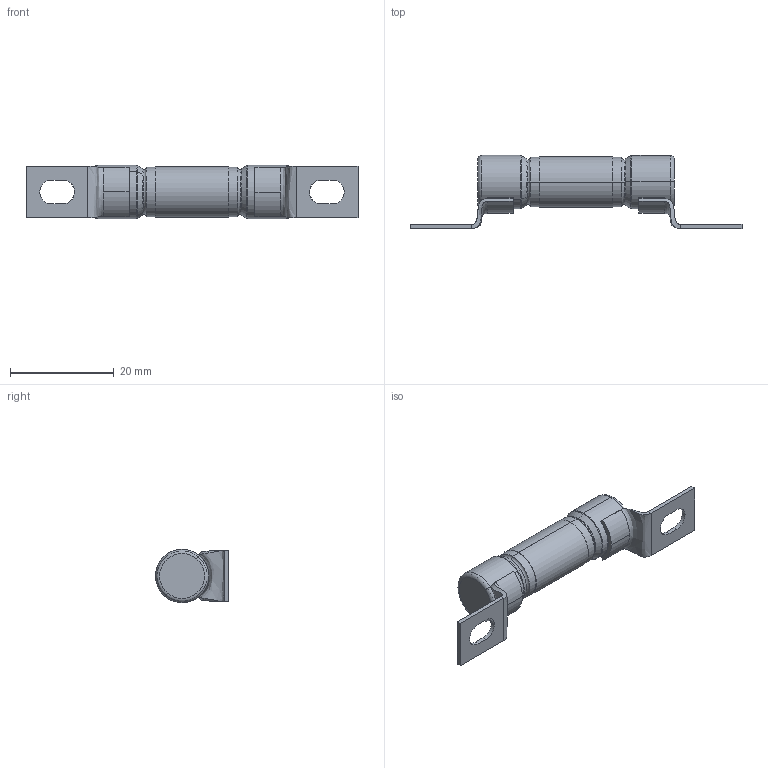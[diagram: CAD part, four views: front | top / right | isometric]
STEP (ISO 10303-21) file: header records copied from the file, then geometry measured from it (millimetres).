
FILE_DESCRIPTION (( 'STEP AP214' ), '1' );
FILE_NAME ('OUT-1201790.STEP', '2023-04-13T17:00:59', ( '' ), ( '' ), 'SwSTEP 2.0', 'SolidWorks 2021', '' );
FILE_SCHEMA (( 'AUTOMOTIVE_DESIGN' ));
Length unit declared in the file: inch
Products named in the file (8): 330416_-001; 280642 SOLDER FOR 241717^OUT-1201790; 330661; 240717_-004; 263956 LABEL FOR 241717^OUT-1201790; OUT-1201790; 102218_.335 DIA.; 130116_-001
Assembly tree (10 placements, depth 3):
  OUT-1201790
    240717_-004
      130116_-001
      102218_.335 DIA.  x2
      330416_-001  x2
    330661  x2
    280642 SOLDER FOR 241717^OUT-1201790
    263956 LABEL FOR 241717^OUT-1201790
Bounding box: 64.04 x 14.08 x 10.26 mm (x, y, z)
Volume: 2117.1 mm3; surface area: 5566.4 mm2
Topology: 10 solids, 10 shells, 142 faces, 290 edges, 168 vertices
Faces by surface type: cylinder 50, plane 40, torus 24, cone 20, bspline 8
Entity records: 3375 total; most frequent: CARTESIAN_POINT 621, DIRECTION 512, ORIENTED_EDGE 400, AXIS2_PLACEMENT_3D 213, EDGE_CURVE 200, VERTEX_POINT 116, CIRCLE 105, EDGE_LOOP 104
